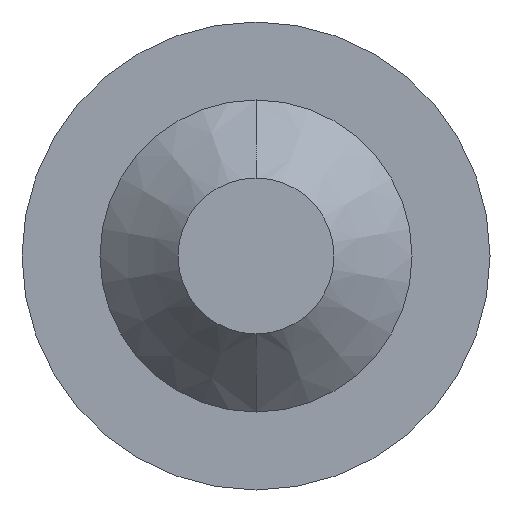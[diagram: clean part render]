
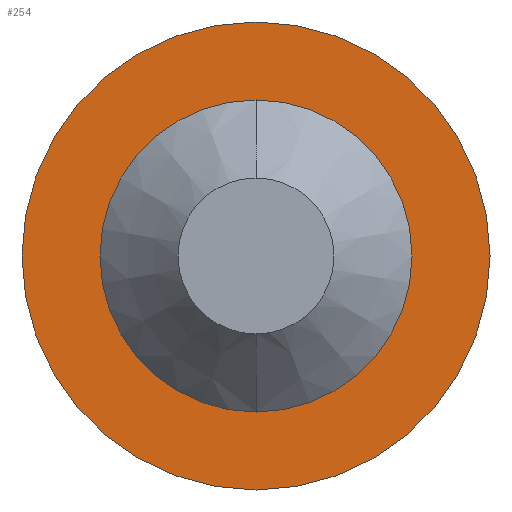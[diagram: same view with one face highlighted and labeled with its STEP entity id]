
A CAD part, front view. The second image highlights one B-rep face of the part: STEP entity #254.
In plain terms, the highlighted planar face has unit normal (0, -1, 0).
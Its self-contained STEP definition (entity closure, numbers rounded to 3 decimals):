
#6 = CARTESIAN_POINT ( 'NONE',  ( 0., 0., 0. ) ) ;
#9 = CARTESIAN_POINT ( 'NONE',  ( 0., 0., 0. ) ) ;
#18 = EDGE_LOOP ( 'NONE', ( #390, #570 ) ) ;
#40 = EDGE_LOOP ( 'NONE', ( #635, #291 ) ) ;
#63 = DIRECTION ( 'NONE',  ( 0., 1., 0. ) ) ;
#72 = FACE_BOUND ( 'NONE', #40, .T. ) ;
#81 = CARTESIAN_POINT ( 'NONE',  ( 0., 0., -1.5 ) ) ;
#107 = CIRCLE ( 'NONE', #185, 1.5 ) ;
#116 = CIRCLE ( 'NONE', #471, 1. ) ;
#128 = DIRECTION ( 'NONE',  ( 0., 0., 1. ) ) ;
#171 = VERTEX_POINT ( 'NONE', #208 ) ;
#173 = CARTESIAN_POINT ( 'NONE',  ( 0., 0., 1. ) ) ;
#185 = AXIS2_PLACEMENT_3D ( 'NONE', #9, #487, #349 ) ;
#208 = CARTESIAN_POINT ( 'NONE',  ( 0., 0., 1.5 ) ) ;
#218 = CARTESIAN_POINT ( 'NONE',  ( 0., 0., -1. ) ) ;
#243 = CARTESIAN_POINT ( 'NONE',  ( 0., 0., 0. ) ) ;
#250 = VERTEX_POINT ( 'NONE', #81 ) ;
#254 = ADVANCED_FACE ( 'NONE', ( #72, #461 ), #373, .F. ) ;
#284 = AXIS2_PLACEMENT_3D ( 'NONE', #243, #590, #439 ) ;
#291 = ORIENTED_EDGE ( 'NONE', *, *, #440, .T. ) ;
#295 = CARTESIAN_POINT ( 'NONE',  ( 0., 0., 0. ) ) ;
#313 = DIRECTION ( 'NONE',  ( 0., 1., 0. ) ) ;
#340 = DIRECTION ( 'NONE',  ( 0., 0., 1. ) ) ;
#349 = DIRECTION ( 'NONE',  ( 0., 0., 1. ) ) ;
#360 = CARTESIAN_POINT ( 'NONE',  ( 0., 0., 0. ) ) ;
#373 = PLANE ( 'NONE',  #612 ) ;
#390 = ORIENTED_EDGE ( 'NONE', *, *, #536, .F. ) ;
#395 = AXIS2_PLACEMENT_3D ( 'NONE', #295, #63, #340 ) ;
#401 = DIRECTION ( 'NONE',  ( 0., 0., 1. ) ) ;
#424 = EDGE_CURVE ( 'NONE', #171, #250, #623, .T. ) ;
#439 = DIRECTION ( 'NONE',  ( 0., 0., 1. ) ) ;
#440 = EDGE_CURVE ( 'NONE', #579, #544, #522, .T. ) ;
#449 = DIRECTION ( 'NONE',  ( 0., 1., 0. ) ) ;
#461 = FACE_OUTER_BOUND ( 'NONE', #18, .T. ) ;
#471 = AXIS2_PLACEMENT_3D ( 'NONE', #6, #449, #401 ) ;
#486 = EDGE_CURVE ( 'NONE', #544, #579, #116, .T. ) ;
#487 = DIRECTION ( 'NONE',  ( 0., 1., 0. ) ) ;
#522 = CIRCLE ( 'NONE', #284, 1. ) ;
#536 = EDGE_CURVE ( 'NONE', #250, #171, #107, .T. ) ;
#544 = VERTEX_POINT ( 'NONE', #173 ) ;
#570 = ORIENTED_EDGE ( 'NONE', *, *, #424, .F. ) ;
#579 = VERTEX_POINT ( 'NONE', #218 ) ;
#590 = DIRECTION ( 'NONE',  ( 0., 1., 0. ) ) ;
#612 = AXIS2_PLACEMENT_3D ( 'NONE', #360, #313, #128 ) ;
#623 = CIRCLE ( 'NONE', #395, 1.5 ) ;
#635 = ORIENTED_EDGE ( 'NONE', *, *, #486, .T. ) ;
